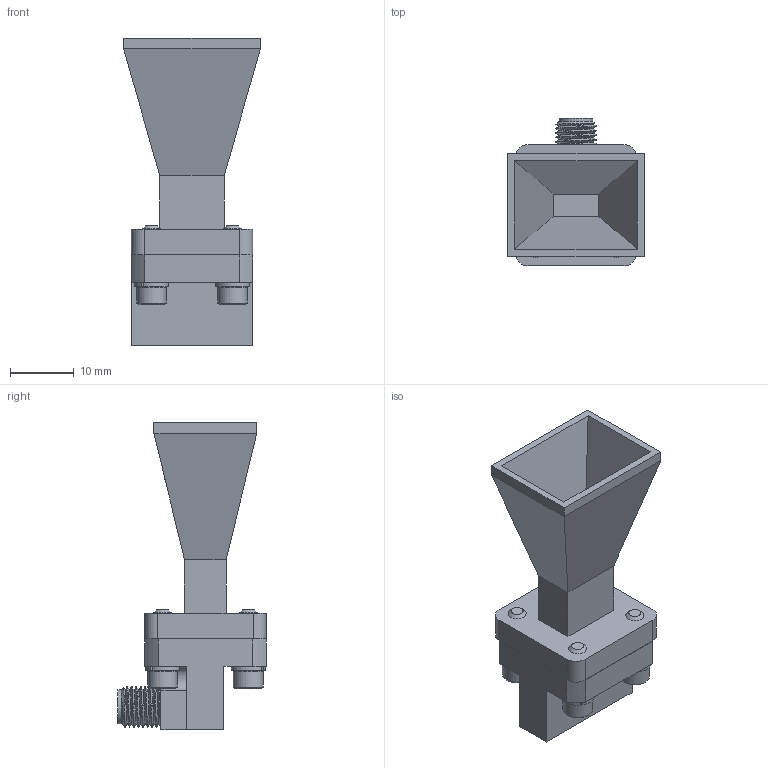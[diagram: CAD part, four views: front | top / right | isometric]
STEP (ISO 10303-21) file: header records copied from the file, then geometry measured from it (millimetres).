
FILE_DESCRIPTION (( 'STEP AP214' ), '1' );
FILE_NAME ('PEWAN028-15KF_3D.STEP', '2021-10-07T15:21:41', ( '' ), ( '' ), 'SwSTEP 2.0', 'SolidWorks 2021', '' );
FILE_SCHEMA (( 'AUTOMOTIVE_DESIGN' ));
Length unit declared in the file: inch
Products named in the file (5): 4-LW; PEWCA1020; PEWAN028-15; 4-40SH-HXx.375_92196A108; PEWAN028-15KF_3D
Assembly tree (10 placements, depth 2):
  PEWAN028-15KF_3D
    PEWAN028-15
    PEWCA1020
    4-40SH-HXx.375_92196A108  x4
    4-LW  x4
Bounding box: 21.42 x 23.24 x 48.24 mm (x, y, z)
Volume: 6191.7 mm3; surface area: 7265.5 mm2
Topology: 10 solids, 10 shells, 470 faces, 1000 edges, 566 vertices
Faces by surface type: cone 209, plane 129, cylinder 128, bspline 4
Full cylindrical faces by diameter (mm): 0.508 x1, 1.016 x1, 2.02 x84, 2.261 x4, 2.845 x4, 2.92 x1, 2.946 x4, 4.572 x1, 4.648 x4, 5.334 x1
Entity records: 7216 total; most frequent: CARTESIAN_POINT 2496, DIRECTION 926, ORIENTED_EDGE 760, EDGE_CURVE 380, AXIS2_PLACEMENT_3D 364, EDGE_LOOP 310, VERTEX_POINT 280, FACE_OUTER_BOUND 236
